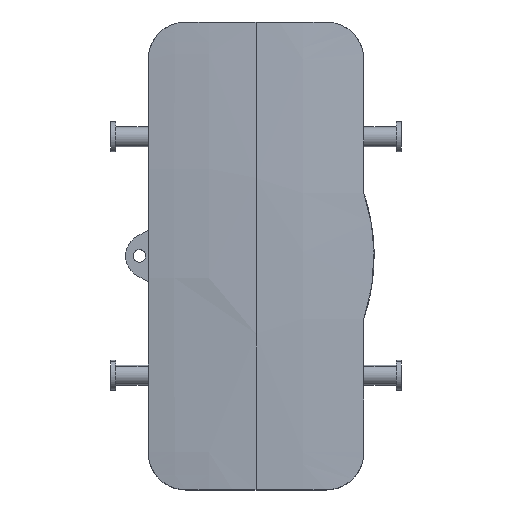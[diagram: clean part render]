
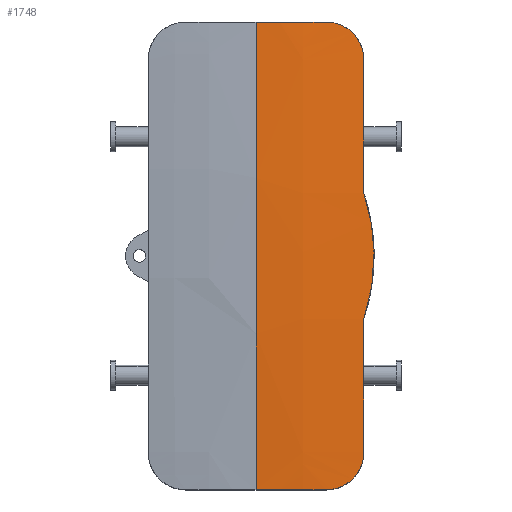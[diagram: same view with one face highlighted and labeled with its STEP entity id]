
A CAD part, top view. The second image highlights one B-rep face of the part: STEP entity #1748.
In plain terms, the highlighted face is a revolution surface.
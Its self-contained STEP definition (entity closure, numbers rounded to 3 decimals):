
#571=AXIS2_PLACEMENT_3D('Circle Axis2P3D',#569,#570,$) ;
#781=AXIS2_PLACEMENT_3D('Circle Axis2P3D',#779,#780,$) ;
#566=CARTESIAN_POINT('Vertex',(29.,93.3,18.29)) ;
#569=CARTESIAN_POINT('Axis2P3D Location',(29.,93.3,-130.5)) ;
#573=CARTESIAN_POINT('Vertex',(43.,93.3,17.63)) ;
#595=CARTESIAN_POINT('Control Point',(50.5,85.8,17.09)) ;
#596=CARTESIAN_POINT('Control Point',(50.5,88.161,16.986)) ;
#597=CARTESIAN_POINT('Control Point',(49.574,90.531,17.009)) ;
#598=CARTESIAN_POINT('Control Point',(47.694,92.385,17.188)) ;
#599=CARTESIAN_POINT('Control Point',(45.35,93.3,17.408)) ;
#600=CARTESIAN_POINT('Control Point',(43.,93.3,17.63)) ;
#601=CARTESIAN_POINT('Vertex',(50.5,85.8,17.09)) ;
#622=CARTESIAN_POINT('Control Point',(50.5,85.8,17.09)) ;
#623=CARTESIAN_POINT('Control Point',(50.5,80.473,17.325)) ;
#624=CARTESIAN_POINT('Control Point',(50.5,75.144,17.519)) ;
#625=CARTESIAN_POINT('Control Point',(50.5,69.813,17.674)) ;
#626=CARTESIAN_POINT('Control Point',(50.5,64.482,17.789)) ;
#627=CARTESIAN_POINT('Control Point',(50.5,59.15,17.863)) ;
#628=CARTESIAN_POINT('Vertex',(50.5,59.15,17.863)) ;
#703=CARTESIAN_POINT('Vertex',(50.5,7.5,17.09)) ;
#710=CARTESIAN_POINT('Vertex',(50.5,34.15,17.863)) ;
#714=CARTESIAN_POINT('Control Point',(50.5,7.5,17.09)) ;
#715=CARTESIAN_POINT('Control Point',(50.5,12.827,17.325)) ;
#716=CARTESIAN_POINT('Control Point',(50.5,18.156,17.519)) ;
#717=CARTESIAN_POINT('Control Point',(50.5,23.487,17.674)) ;
#718=CARTESIAN_POINT('Control Point',(50.5,28.818,17.789)) ;
#719=CARTESIAN_POINT('Control Point',(50.5,34.15,17.863)) ;
#753=CARTESIAN_POINT('Control Point',(50.5,7.5,17.09)) ;
#754=CARTESIAN_POINT('Control Point',(50.5,5.139,16.986)) ;
#755=CARTESIAN_POINT('Control Point',(49.574,2.769,17.009)) ;
#756=CARTESIAN_POINT('Control Point',(47.694,0.915,17.188)) ;
#757=CARTESIAN_POINT('Control Point',(45.35,0.,17.408)) ;
#758=CARTESIAN_POINT('Control Point',(43.,0.,17.63)) ;
#759=CARTESIAN_POINT('Vertex',(43.,0.,17.63)) ;
#779=CARTESIAN_POINT('Axis2P3D Location',(29.,0.,-130.5)) ;
#783=CARTESIAN_POINT('Vertex',(29.,0.,18.29)) ;
#1708=CARTESIAN_POINT('Control Point',(29.,0.,18.29)) ;
#1709=CARTESIAN_POINT('Control Point',(29.,31.072,19.903)) ;
#1710=CARTESIAN_POINT('Control Point',(29.,62.228,19.903)) ;
#1711=CARTESIAN_POINT('Control Point',(29.,93.3,18.29)) ;
#1723=CARTESIAN_POINT('Control Point',(29.,-0.021,18.289)) ;
#1724=CARTESIAN_POINT('Control Point',(29.,31.065,19.903)) ;
#1725=CARTESIAN_POINT('Control Point',(29.,62.235,19.903)) ;
#1726=CARTESIAN_POINT('Control Point',(29.,93.321,18.289)) ;
#1727=CARTESIAN_POINT('Axis1P Location',(29.,46.65,-130.5)) ;
#1732=CARTESIAN_POINT('Control Point',(50.5,34.15,17.863)) ;
#1733=CARTESIAN_POINT('Control Point',(52.539,40.176,17.652)) ;
#1734=CARTESIAN_POINT('Control Point',(53.268,46.65,17.545)) ;
#1735=CARTESIAN_POINT('Control Point',(52.539,53.124,17.652)) ;
#1736=CARTESIAN_POINT('Control Point',(50.5,59.15,17.863)) ;
#570=DIRECTION('Axis2P3D Direction',(0.,-1.,0.)) ;
#780=DIRECTION('Axis2P3D Direction',(0.,-1.,0.)) ;
#1728=DIRECTION('Axis1P Direction',(0.,-1.,0.)) ;
#1729=AXIS1_PLACEMENT('Revolution Surface Axis1P',#1727,#1728) ;
#1739=ORIENTED_EDGE('',*,*,#1712,.F.) ;
#1740=ORIENTED_EDGE('',*,*,#785,.F.) ;
#1741=ORIENTED_EDGE('',*,*,#761,.F.) ;
#1742=ORIENTED_EDGE('',*,*,#720,.T.) ;
#1743=ORIENTED_EDGE('',*,*,#1737,.T.) ;
#1744=ORIENTED_EDGE('',*,*,#630,.F.) ;
#1745=ORIENTED_EDGE('',*,*,#603,.F.) ;
#1746=ORIENTED_EDGE('',*,*,#575,.T.) ;
#1748=ADVANCED_FACE('Hood',(#1747),#1730,.F.) ;
#594=B_SPLINE_CURVE_WITH_KNOTS('',5,(#595,#596,#597,#598,#599,#600),.UNSPECIFIED.,.F.,.U.,(6,6),(0.,17.156),.UNSPECIFIED.) ;
#621=B_SPLINE_CURVE_WITH_KNOTS('',5,(#622,#623,#624,#625,#626,#627),.UNSPECIFIED.,.F.,.U.,(6,6),(0.,37.706),.UNSPECIFIED.) ;
#713=B_SPLINE_CURVE_WITH_KNOTS('',5,(#714,#715,#716,#717,#718,#719),.UNSPECIFIED.,.F.,.U.,(6,6),(0.,37.706),.UNSPECIFIED.) ;
#752=B_SPLINE_CURVE_WITH_KNOTS('',5,(#753,#754,#755,#756,#757,#758),.UNSPECIFIED.,.F.,.U.,(6,6),(0.,17.156),.UNSPECIFIED.) ;
#1707=B_SPLINE_CURVE_WITH_KNOTS('',3,(#1708,#1709,#1710,#1711),.UNSPECIFIED.,.F.,.U.,(4,4),(1367.046,1460.429),.UNSPECIFIED.) ;
#1722=B_SPLINE_CURVE_WITH_KNOTS('',3,(#1723,#1724,#1725,#1726),.UNSPECIFIED.,.F.,.U.,(4,4),(1367.025,1460.451),.UNSPECIFIED.) ;
#1731=B_SPLINE_CURVE_WITH_KNOTS('',4,(#1732,#1733,#1734,#1735,#1736),.UNSPECIFIED.,.F.,.U.,(5,5),(0.,36.222),.UNSPECIFIED.) ;
#572=CIRCLE('generated circle',#571,148.79) ;
#782=CIRCLE('generated circle',#781,148.79) ;
#575=EDGE_CURVE('',#574,#567,#572,.T.) ;
#603=EDGE_CURVE('',#574,#602,#594,.F.) ;
#630=EDGE_CURVE('',#602,#629,#621,.T.) ;
#720=EDGE_CURVE('',#704,#711,#713,.T.) ;
#761=EDGE_CURVE('',#704,#760,#752,.T.) ;
#785=EDGE_CURVE('',#760,#784,#782,.T.) ;
#1712=EDGE_CURVE('',#784,#567,#1707,.T.) ;
#1737=EDGE_CURVE('',#711,#629,#1731,.T.) ;
#1738=EDGE_LOOP('',(#1739,#1740,#1741,#1742,#1743,#1744,#1745,#1746)) ;
#1747=FACE_OUTER_BOUND('',#1738,.T.) ;
#1730=SURFACE_OF_REVOLUTION('Surface of Revolution',#1722,#1729) ;
#567=VERTEX_POINT('',#566) ;
#574=VERTEX_POINT('',#573) ;
#602=VERTEX_POINT('',#601) ;
#629=VERTEX_POINT('',#628) ;
#704=VERTEX_POINT('',#703) ;
#711=VERTEX_POINT('',#710) ;
#760=VERTEX_POINT('',#759) ;
#784=VERTEX_POINT('',#783) ;
